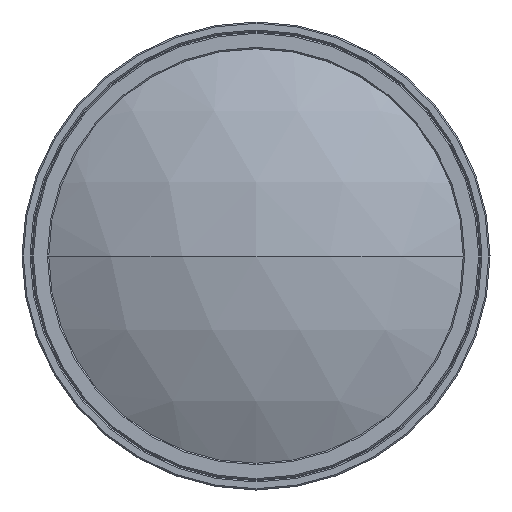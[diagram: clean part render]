
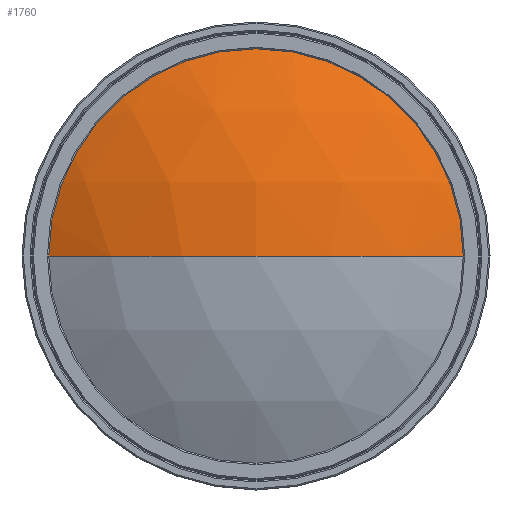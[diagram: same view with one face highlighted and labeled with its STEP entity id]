
A CAD part, left-side view. The second image highlights one B-rep face of the part: STEP entity #1760.
In plain terms, the highlighted spherical face has radius 64.444 mm.
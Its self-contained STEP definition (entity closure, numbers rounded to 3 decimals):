
#1606 = EDGE_CURVE('',#1607,#1609,#1611,.T.);
#1607 = VERTEX_POINT('',#1608);
#1608 = CARTESIAN_POINT('',(669.634,-471.728,0.));
#1609 = VERTEX_POINT('',#1610);
#1610 = CARTESIAN_POINT('',(669.634,-503.528,31.8));
#1611 = CIRCLE('',#1612,31.8);
#1612 = AXIS2_PLACEMENT_3D('',#1613,#1614,#1615);
#1613 = CARTESIAN_POINT('',(669.634,-503.528,0.));
#1614 = DIRECTION('',(1.,-0.,0.));
#1615 = DIRECTION('',(0.,0.,-1.));
#1760 = ADVANCED_FACE('',(#1761),#1789,.T.);
#1761 = FACE_BOUND('',#1762,.T.);
#1762 = EDGE_LOOP('',(#1763,#1772,#1781,#1788));
#1763 = ORIENTED_EDGE('',*,*,#1764,.F.);
#1764 = EDGE_CURVE('',#1765,#1607,#1767,.T.);
#1765 = VERTEX_POINT('',#1766);
#1766 = CARTESIAN_POINT('',(661.242,-503.528,0.));
#1767 = CIRCLE('',#1768,64.444);
#1768 = AXIS2_PLACEMENT_3D('',#1769,#1770,#1771);
#1769 = CARTESIAN_POINT('',(725.686,-503.528,0.));
#1770 = DIRECTION('',(0.,0.,-1.));
#1771 = DIRECTION('',(-1.,0.,0.));
#1772 = ORIENTED_EDGE('',*,*,#1773,.T.);
#1773 = EDGE_CURVE('',#1765,#1774,#1776,.T.);
#1774 = VERTEX_POINT('',#1775);
#1775 = CARTESIAN_POINT('',(669.634,-535.328,
    0.));
#1776 = CIRCLE('',#1777,64.444);
#1777 = AXIS2_PLACEMENT_3D('',#1778,#1779,#1780);
#1778 = CARTESIAN_POINT('',(725.686,-503.528,0.));
#1779 = DIRECTION('',(0.,0.,1.));
#1780 = DIRECTION('',(0.,-1.,0.));
#1781 = ORIENTED_EDGE('',*,*,#1782,.F.);
#1782 = EDGE_CURVE('',#1609,#1774,#1783,.T.);
#1783 = CIRCLE('',#1784,31.8);
#1784 = AXIS2_PLACEMENT_3D('',#1785,#1786,#1787);
#1785 = CARTESIAN_POINT('',(669.634,-503.528,0.));
#1786 = DIRECTION('',(1.,-0.,0.));
#1787 = DIRECTION('',(0.,0.,-1.));
#1788 = ORIENTED_EDGE('',*,*,#1606,.F.);
#1789 = SPHERICAL_SURFACE('',#1790,64.444);
#1790 = AXIS2_PLACEMENT_3D('',#1791,#1792,#1793);
#1791 = CARTESIAN_POINT('',(725.686,-503.528,0.));
#1792 = DIRECTION('',(0.,-0.,1.));
#1793 = DIRECTION('',(0.,1.,0.));
